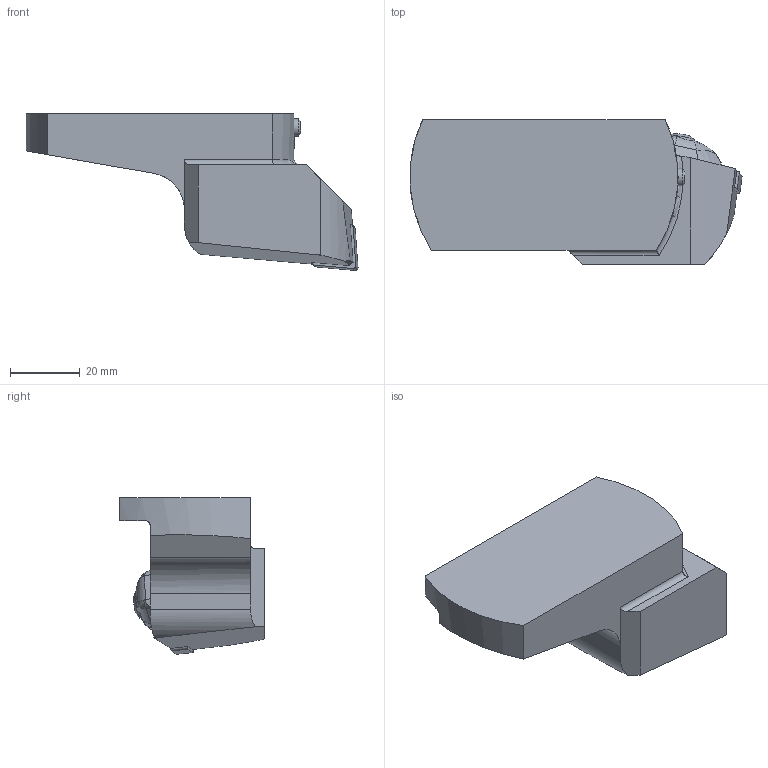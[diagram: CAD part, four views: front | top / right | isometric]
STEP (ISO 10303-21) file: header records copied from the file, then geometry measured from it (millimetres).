
FILE_DESCRIPTION(/* description */ (''),/* implementation_level */ '2;1');
FILE_NAME(/* name */ '1642414413937.stp',/* time_stamp */ '2022-01-17T15:44:01+05:00',/* author */ (''),/* organization */ ('SMS'),/* preprocessor_version */ 'ST-DEVELOPER v16.7',/* originating_system */ 'SIEMENS PLM Software NX 12.0',/* authorisation */ '');
FILE_SCHEMA (('AUTOMOTIVE_DESIGN { 1 0 10303 214 3 1 1 1 }'));
Length unit declared in the file: millimetre
Products named in the file (4): ASSEMBLY_CONSTRUCTION; IsoTurningInsert; 201813773mod000_01; 201813772mod000_01
Assembly tree (3 placements, depth 2):
  201813772mod000_01
    201813773mod000_01
    IsoTurningInsert
    ASSEMBLY_CONSTRUCTION
Bounding box: 95.33 x 41.5 x 45 mm (x, y, z)
Volume: 71501.6 mm3; surface area: 14183.8 mm2
Topology: 2 solids, 3 shells, 81 faces, 216 edges, 150 vertices
Faces by surface type: plane 41, cylinder 27, bspline 9, cone 2, torus 1, sphere 1
Full cylindrical faces by diameter (mm): 3.9 x1, 5 x2, 5.156 x2, 8 x1
Entity records: 3099 total; most frequent: CARTESIAN_POINT 1036, ORIENTED_EDGE 402, DIRECTION 378, EDGE_CURVE 201, AXIS2_PLACEMENT_3D 141, VERTEX_POINT 137, EDGE_LOOP 98, LINE 96
